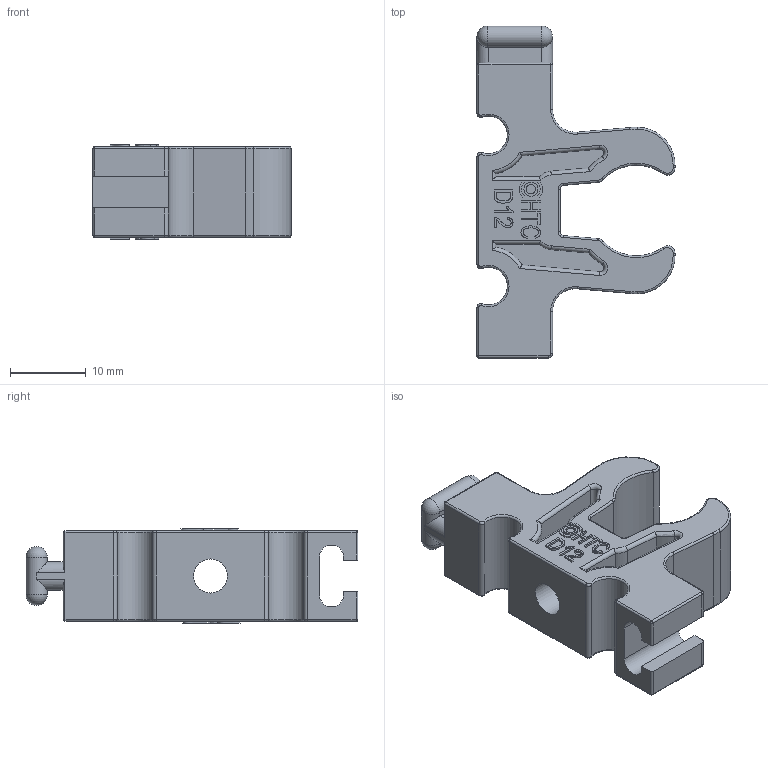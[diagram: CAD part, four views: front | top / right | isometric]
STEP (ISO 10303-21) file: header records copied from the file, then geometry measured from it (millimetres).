
FILE_DESCRIPTION(/* description */ (''),/* implementation_level */ '2;1');
FILE_NAME(/* name */ '12带座管卡.stp',/* time_stamp */ '2025-07-12T10:13:06+08:00',/* author */ (''),/* organization */ (''),/* preprocessor_version */ 'ST-DEVELOPER v16',/* originating_system */ 'SIEMENS PLM Software NX 10.0',/* authorisation */ '');
FILE_SCHEMA (('AUTOMOTIVE_DESIGN { 1 0 10303 214 3 1 1 1 }'));
Length unit declared in the file: millimetre
Products named in the file (1): gelv1ABC07899iue
Bounding box: 26.2 x 43.9 x 12.5 mm (x, y, z)
Volume: 5829.8 mm3; surface area: 4073.2 mm2
Topology: 1 solids, 1 shells, 399 faces, 1006 edges, 625 vertices
Faces by surface type: plane 146, cylinder 111, extrusion 74, torus 50, sphere 10, bspline 8
Full cylindrical faces by diameter (mm): 1.238 x2, 1.857 x2, 4.5 x1
Entity records: 12963 total; most frequent: CARTESIAN_POINT 3887, ORIENTED_EDGE 1972, DIRECTION 1670, EDGE_CURVE 986, VERTEX_POINT 620, AXIS2_PLACEMENT_3D 599, VECTOR 472, EDGE_LOOP 432
